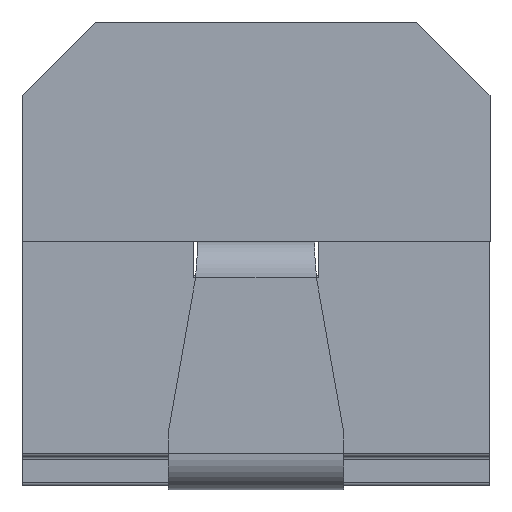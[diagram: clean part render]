
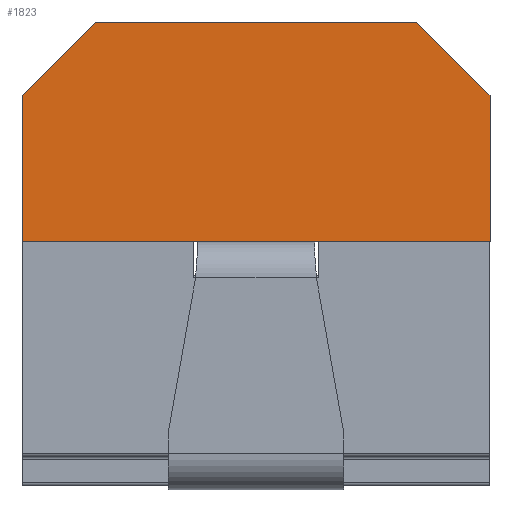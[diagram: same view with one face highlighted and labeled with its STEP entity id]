
A CAD part, front view. The second image highlights one B-rep face of the part: STEP entity #1823.
In plain terms, the highlighted planar face has unit normal (0, -1, 0).
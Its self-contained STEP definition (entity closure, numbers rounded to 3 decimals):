
#515=ORIENTED_EDGE('',*,*,#867,.T.);
#516=ORIENTED_EDGE('',*,*,#887,.T.);
#517=ORIENTED_EDGE('',*,*,#888,.F.);
#518=ORIENTED_EDGE('',*,*,#886,.F.);
#519=ORIENTED_EDGE('',*,*,#889,.T.);
#520=ORIENTED_EDGE('',*,*,#890,.T.);
#867=EDGE_CURVE('',#1078,#1077,#1245,.T.);
#886=EDGE_CURVE('',#1094,#1093,#1254,.T.);
#887=EDGE_CURVE('',#1077,#1095,#1255,.F.);
#888=EDGE_CURVE('',#1093,#1095,#1256,.T.);
#889=EDGE_CURVE('',#1094,#1096,#1257,.T.);
#890=EDGE_CURVE('',#1096,#1078,#1258,.T.);
#1077=VERTEX_POINT('',#3283);
#1078=VERTEX_POINT('',#3285);
#1093=VERTEX_POINT('',#3378);
#1094=VERTEX_POINT('',#3380);
#1095=VERTEX_POINT('',#3384);
#1096=VERTEX_POINT('',#3387);
#1245=LINE('',#3284,#1401);
#1254=LINE('',#3381,#1410);
#1255=LINE('',#3383,#1411);
#1256=LINE('',#3385,#1412);
#1257=LINE('',#3386,#1413);
#1258=LINE('',#3388,#1414);
#1401=VECTOR('',#2666,1000.);
#1410=VECTOR('',#2679,1000.);
#1411=VECTOR('',#2682,1000.);
#1412=VECTOR('',#2683,1000.);
#1413=VECTOR('',#2684,1000.);
#1414=VECTOR('',#2685,1000.);
#1516=EDGE_LOOP('',(#515,#516,#517,#518,#519,#520));
#1636=FACE_BOUND('',#1516,.T.);
#1727=PLANE('',#2336);
#1823=ADVANCED_FACE('',(#1636),#1727,.T.);
#2336=AXIS2_PLACEMENT_3D('',#3382,#2680,#2681);
#2666=DIRECTION('',(-1.,0.,0.));
#2679=DIRECTION('',(-1.,0.,0.));
#2680=DIRECTION('',(0.,-1.,0.));
#2681=DIRECTION('',(0.,0.,-1.));
#2682=DIRECTION('',(0.707,0.,0.707));
#2683=DIRECTION('',(0.,0.,1.));
#2684=DIRECTION('',(0.,0.,1.));
#2685=DIRECTION('',(-0.707,0.,0.707));
#3283=CARTESIAN_POINT('',(-1.1,-2.1,3.17));
#3284=CARTESIAN_POINT('',(1.6,-2.1,3.17));
#3285=CARTESIAN_POINT('',(1.1,-2.1,3.17));
#3378=CARTESIAN_POINT('',(-1.6,-2.1,1.67));
#3380=CARTESIAN_POINT('',(1.6,-2.1,1.67));
#3381=CARTESIAN_POINT('',(1.6,-2.1,1.67));
#3382=CARTESIAN_POINT('',(1.6,-2.1,1.67));
#3383=CARTESIAN_POINT('',(-0.5,-2.1,3.77));
#3384=CARTESIAN_POINT('',(-1.6,-2.1,2.67));
#3385=CARTESIAN_POINT('',(-1.6,-2.1,1.67));
#3386=CARTESIAN_POINT('',(1.6,-2.1,1.67));
#3387=CARTESIAN_POINT('',(1.6,-2.1,2.67));
#3388=CARTESIAN_POINT('',(2.1,-2.1,2.17));
